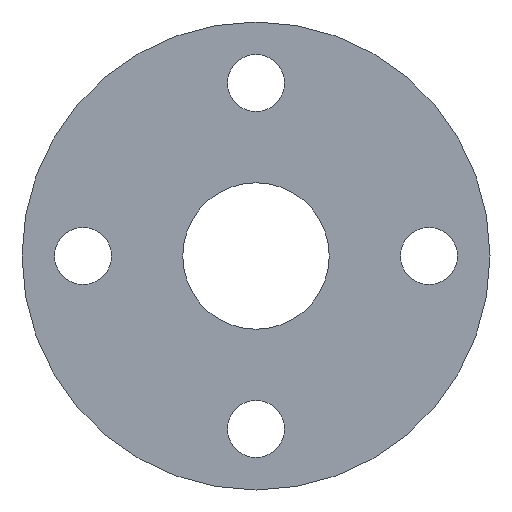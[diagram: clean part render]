
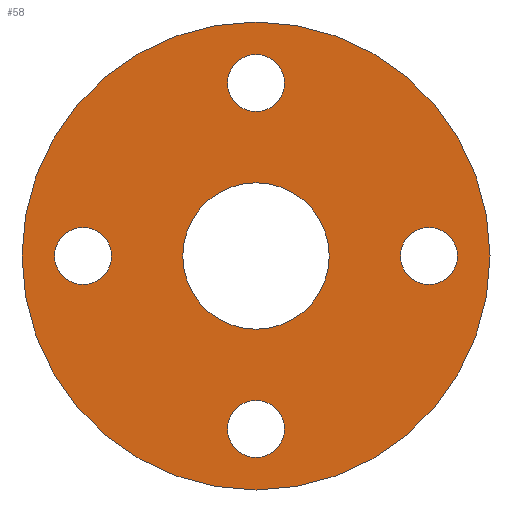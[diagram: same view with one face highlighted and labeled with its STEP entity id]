
A CAD part, front view. The second image highlights one B-rep face of the part: STEP entity #58.
In plain terms, the highlighted planar face has unit normal (0, -1, 0).
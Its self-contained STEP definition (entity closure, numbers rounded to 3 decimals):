
#23 = DIRECTION ( 'NONE',  ( 0., 0., 1. ) ) ;
#26 = AXIS2_PLACEMENT_3D ( 'NONE', #395, #569, #72 ) ;
#29 = VERTEX_POINT ( 'NONE', #97 ) ;
#31 = VERTEX_POINT ( 'NONE', #183 ) ;
#34 = CARTESIAN_POINT ( 'NONE',  ( 0., 0., -49.5 ) ) ;
#39 = EDGE_LOOP ( 'NONE', ( #198, #575 ) ) ;
#41 = CARTESIAN_POINT ( 'NONE',  ( 0., 0., 57.5 ) ) ;
#44 = FACE_OUTER_BOUND ( 'NONE', #532, .T. ) ;
#46 = CIRCLE ( 'NONE', #477, 18. ) ;
#49 = CARTESIAN_POINT ( 'NONE',  ( -57.5, 0., 0. ) ) ;
#55 = CIRCLE ( 'NONE', #26, 7. ) ;
#58 = ADVANCED_FACE ( 'NONE', ( #551, #324, #510, #283, #462, #44 ), #103, .T. ) ;
#60 = DIRECTION ( 'NONE',  ( 0., -1., 0. ) ) ;
#63 = CARTESIAN_POINT ( 'NONE',  ( 0., 0., -57.5 ) ) ;
#65 = AXIS2_PLACEMENT_3D ( 'NONE', #252, #293, #344 ) ;
#72 = DIRECTION ( 'NONE',  ( 0., 0., -1. ) ) ;
#75 = ORIENTED_EDGE ( 'NONE', *, *, #310, .F. ) ;
#82 = EDGE_LOOP ( 'NONE', ( #414, #497 ) ) ;
#87 = AXIS2_PLACEMENT_3D ( 'NONE', #181, #90, #463 ) ;
#90 = DIRECTION ( 'NONE',  ( 0., -1., 0. ) ) ;
#91 = EDGE_CURVE ( 'NONE', #400, #352, #387, .T. ) ;
#94 = EDGE_LOOP ( 'NONE', ( #189, #342 ) ) ;
#97 = CARTESIAN_POINT ( 'NONE',  ( 0., 0., 18. ) ) ;
#98 = AXIS2_PLACEMENT_3D ( 'NONE', #144, #513, #465 ) ;
#99 = EDGE_CURVE ( 'NONE', #570, #589, #334, .T. ) ;
#103 = PLANE ( 'NONE',  #280 ) ;
#105 = EDGE_CURVE ( 'NONE', #31, #171, #325, .T. ) ;
#106 = DIRECTION ( 'NONE',  ( -1., 0., 0. ) ) ;
#111 = VERTEX_POINT ( 'NONE', #63 ) ;
#115 = AXIS2_PLACEMENT_3D ( 'NONE', #220, #211, #274 ) ;
#116 = CIRCLE ( 'NONE', #98, 57.5 ) ;
#118 = CARTESIAN_POINT ( 'NONE',  ( 0., 0., 35.5 ) ) ;
#119 = DIRECTION ( 'NONE',  ( 0., -1., 0. ) ) ;
#122 = ORIENTED_EDGE ( 'NONE', *, *, #540, .F. ) ;
#126 = EDGE_CURVE ( 'NONE', #338, #346, #417, .T. ) ;
#129 = DIRECTION ( 'NONE',  ( 0., -1., 0. ) ) ;
#144 = CARTESIAN_POINT ( 'NONE',  ( 0., 0., 0. ) ) ;
#148 = CARTESIAN_POINT ( 'NONE',  ( 49.5, 0., 0. ) ) ;
#151 = AXIS2_PLACEMENT_3D ( 'NONE', #426, #475, #23 ) ;
#157 = EDGE_CURVE ( 'NONE', #171, #31, #55, .T. ) ;
#171 = VERTEX_POINT ( 'NONE', #34 ) ;
#178 = AXIS2_PLACEMENT_3D ( 'NONE', #429, #191, #199 ) ;
#179 = CARTESIAN_POINT ( 'NONE',  ( 35.5, 0., 0. ) ) ;
#181 = CARTESIAN_POINT ( 'NONE',  ( -42.5, 0., 0. ) ) ;
#183 = CARTESIAN_POINT ( 'NONE',  ( 0., 0., -35.5 ) ) ;
#189 = ORIENTED_EDGE ( 'NONE', *, *, #99, .F. ) ;
#191 = DIRECTION ( 'NONE',  ( 0., 1., 0. ) ) ;
#198 = ORIENTED_EDGE ( 'NONE', *, *, #157, .F. ) ;
#199 = DIRECTION ( 'NONE',  ( 0., 0., 1. ) ) ;
#202 = ORIENTED_EDGE ( 'NONE', *, *, #329, .T. ) ;
#211 = DIRECTION ( 'NONE',  ( 0., -1., 0. ) ) ;
#220 = CARTESIAN_POINT ( 'NONE',  ( 0., 0., 42.5 ) ) ;
#221 = EDGE_CURVE ( 'NONE', #589, #570, #378, .T. ) ;
#223 = DIRECTION ( 'NONE',  ( 0., 1., 0. ) ) ;
#239 = EDGE_CURVE ( 'NONE', #431, #29, #46, .T. ) ;
#243 = EDGE_CURVE ( 'NONE', #352, #400, #533, .T. ) ;
#252 = CARTESIAN_POINT ( 'NONE',  ( 42.5, 0., 0. ) ) ;
#274 = DIRECTION ( 'NONE',  ( 0., 0., 1. ) ) ;
#276 = DIRECTION ( 'NONE',  ( 0., 0., 1. ) ) ;
#280 = AXIS2_PLACEMENT_3D ( 'NONE', #49, #288, #466 ) ;
#282 = CARTESIAN_POINT ( 'NONE',  ( 0., 0., -18. ) ) ;
#283 = FACE_BOUND ( 'NONE', #39, .T. ) ;
#288 = DIRECTION ( 'NONE',  ( 0., -1., 0. ) ) ;
#293 = DIRECTION ( 'NONE',  ( 0., -1., 0. ) ) ;
#305 = ORIENTED_EDGE ( 'NONE', *, *, #239, .T. ) ;
#307 = DIRECTION ( 'NONE',  ( 1., 0., 0. ) ) ;
#308 = VERTEX_POINT ( 'NONE', #41 ) ;
#310 = EDGE_CURVE ( 'NONE', #346, #338, #343, .T. ) ;
#324 = FACE_BOUND ( 'NONE', #94, .T. ) ;
#325 = CIRCLE ( 'NONE', #545, 7. ) ;
#329 = EDGE_CURVE ( 'NONE', #29, #431, #423, .T. ) ;
#334 = CIRCLE ( 'NONE', #151, 7. ) ;
#338 = VERTEX_POINT ( 'NONE', #509 ) ;
#340 = ORIENTED_EDGE ( 'NONE', *, *, #126, .F. ) ;
#342 = ORIENTED_EDGE ( 'NONE', *, *, #221, .F. ) ;
#343 = CIRCLE ( 'NONE', #87, 7. ) ;
#344 = DIRECTION ( 'NONE',  ( 1., 0., 0. ) ) ;
#346 = VERTEX_POINT ( 'NONE', #550 ) ;
#352 = VERTEX_POINT ( 'NONE', #179 ) ;
#358 = AXIS2_PLACEMENT_3D ( 'NONE', #491, #129, #307 ) ;
#368 = CARTESIAN_POINT ( 'NONE',  ( 0., 0., 0. ) ) ;
#378 = CIRCLE ( 'NONE', #115, 7. ) ;
#385 = CARTESIAN_POINT ( 'NONE',  ( -42.5, 0., 0. ) ) ;
#387 = CIRCLE ( 'NONE', #65, 7. ) ;
#395 = CARTESIAN_POINT ( 'NONE',  ( 0., 0., -42.5 ) ) ;
#398 = DIRECTION ( 'NONE',  ( 0., 0., -1. ) ) ;
#400 = VERTEX_POINT ( 'NONE', #148 ) ;
#411 = DIRECTION ( 'NONE',  ( 0., 0., 1. ) ) ;
#414 = ORIENTED_EDGE ( 'NONE', *, *, #91, .F. ) ;
#417 = CIRCLE ( 'NONE', #500, 7. ) ;
#420 = DIRECTION ( 'NONE',  ( 0., 1., 0. ) ) ;
#423 = CIRCLE ( 'NONE', #467, 18. ) ;
#426 = CARTESIAN_POINT ( 'NONE',  ( 0., 0., 42.5 ) ) ;
#429 = CARTESIAN_POINT ( 'NONE',  ( 0., 0., 0. ) ) ;
#431 = VERTEX_POINT ( 'NONE', #282 ) ;
#432 = CARTESIAN_POINT ( 'NONE',  ( 0., 0., 49.5 ) ) ;
#433 = EDGE_CURVE ( 'NONE', #111, #308, #116, .T. ) ;
#462 = FACE_BOUND ( 'NONE', #484, .T. ) ;
#463 = DIRECTION ( 'NONE',  ( -1., 0., 0. ) ) ;
#465 = DIRECTION ( 'NONE',  ( 0., 0., 1. ) ) ;
#466 = DIRECTION ( 'NONE',  ( 0., 0., -1. ) ) ;
#467 = AXIS2_PLACEMENT_3D ( 'NONE', #368, #420, #276 ) ;
#470 = CARTESIAN_POINT ( 'NONE',  ( 0., 0., -42.5 ) ) ;
#475 = DIRECTION ( 'NONE',  ( 0., -1., 0. ) ) ;
#477 = AXIS2_PLACEMENT_3D ( 'NONE', #486, #223, #411 ) ;
#484 = EDGE_LOOP ( 'NONE', ( #202, #305 ) ) ;
#486 = CARTESIAN_POINT ( 'NONE',  ( 0., 0., 0. ) ) ;
#491 = CARTESIAN_POINT ( 'NONE',  ( 42.5, 0., 0. ) ) ;
#493 = EDGE_LOOP ( 'NONE', ( #340, #75 ) ) ;
#497 = ORIENTED_EDGE ( 'NONE', *, *, #243, .F. ) ;
#500 = AXIS2_PLACEMENT_3D ( 'NONE', #385, #60, #106 ) ;
#502 = CIRCLE ( 'NONE', #178, 57.5 ) ;
#509 = CARTESIAN_POINT ( 'NONE',  ( -49.5, 0., 0. ) ) ;
#510 = FACE_BOUND ( 'NONE', #82, .T. ) ;
#513 = DIRECTION ( 'NONE',  ( 0., 1., 0. ) ) ;
#532 = EDGE_LOOP ( 'NONE', ( #122, #581 ) ) ;
#533 = CIRCLE ( 'NONE', #358, 7. ) ;
#540 = EDGE_CURVE ( 'NONE', #308, #111, #502, .T. ) ;
#545 = AXIS2_PLACEMENT_3D ( 'NONE', #470, #119, #398 ) ;
#550 = CARTESIAN_POINT ( 'NONE',  ( -35.5, 0., 0. ) ) ;
#551 = FACE_BOUND ( 'NONE', #493, .T. ) ;
#569 = DIRECTION ( 'NONE',  ( 0., -1., 0. ) ) ;
#570 = VERTEX_POINT ( 'NONE', #432 ) ;
#575 = ORIENTED_EDGE ( 'NONE', *, *, #105, .F. ) ;
#581 = ORIENTED_EDGE ( 'NONE', *, *, #433, .F. ) ;
#589 = VERTEX_POINT ( 'NONE', #118 ) ;
